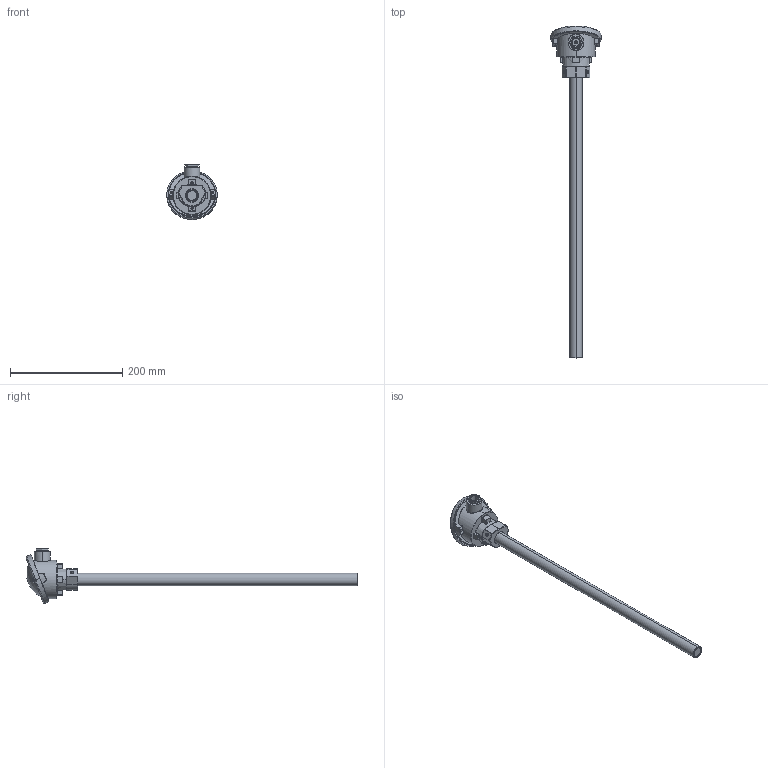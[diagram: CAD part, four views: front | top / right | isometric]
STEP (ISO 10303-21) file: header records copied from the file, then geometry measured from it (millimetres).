
FILE_DESCRIPTION (( 'STEP AP214' ), '1' );
FILE_NAME ('16-0102-22.STEP', '2023-10-17T10:09:09', ( '' ), ( '' ), 'SwSTEP 2.0', 'SolidWorks 2022', '' );
FILE_SCHEMA (( 'AUTOMOTIVE_DESIGN' ));
Length unit declared in the file: millimetre
Products named in the file (24): socket set screw cup point_din_DIN 916 - M6 x 8-C; Anschlusskopf_Form_A - SR22; Kabelverschraubung^Anschlusskopf_Form_A - SR22; Kopfeinsatz_Dichtring_Deckel; Luesterklemme-1; 22-0000-1011-01; 22-010304-1001-01; Einschub-1; Kabelverschaubung_M20x15_Gummi; slotted pan head screw_din_DIN EN ISO 1580 - M4 x 16 - 16N; Schraube_M3-1; Luesterklemme_BG; 16-0102-22; Kopfeinsatz_Quetschring; 22-0000-1010-01; 22-010304-1003-01.SLDPRT; 22-010304-1002-01; Anschlusskopf_Form_A_SR22; Deckel^Anschlusskopf_Form_A - SR22; Kopfeinsatz_Deckel; Scheibe_M5_Kopf; 16-010204-0540-BL; Kopfeinsatz_Mutter; Schraube_M5_Kopf
Assembly tree (34 placements, depth 4):
  16-0102-22
    22-010304-1003-01.SLDPRT
      22-010304-1001-01
      22-010304-1002-01
    Anschlusskopf_Form_A - SR22
      Anschlusskopf_Form_A_SR22
      Deckel^Anschlusskopf_Form_A - SR22
        Schraube_M5_Kopf  x2
        Kopfeinsatz_Deckel
        Kopfeinsatz_Dichtring_Deckel
        Scheibe_M5_Kopf  x2
      Kabelverschraubung^Anschlusskopf_Form_A - SR22
        Kopfeinsatz_Mutter
        Kabelverschaubung_M20x15_Gummi
        Kopfeinsatz_Quetschring
      socket set screw cup point_din_DIN 916 - M6 x 8-C  x2
    16-010204-0540-BL
    22-0000-1011-01
    22-0000-1010-01
    slotted pan head screw_din_DIN EN ISO 1580 - M4 x 16 - 16N  x4
    Luesterklemme_BG  x2
      Luesterklemme-1
      Einschub-1
      Schraube_M3-1
Bounding box: 90 x 592.53 x 98.48 mm (x, y, z)
Volume: 220559.3 mm3; surface area: 193863.8 mm2
Topology: 40 solids, 40 shells, 771 faces, 1796 edges, 1093 vertices
Faces by surface type: cylinder 325, plane 270, cone 60, bspline 56, torus 32, sphere 28
Entity records: 18898 total; most frequent: CARTESIAN_POINT 5704, DIRECTION 2553, ORIENTED_EDGE 2368, EDGE_CURVE 1184, AXIS2_PLACEMENT_3D 1031, VERTEX_POINT 723, EDGE_LOOP 619, FACE_OUTER_BOUND 526
